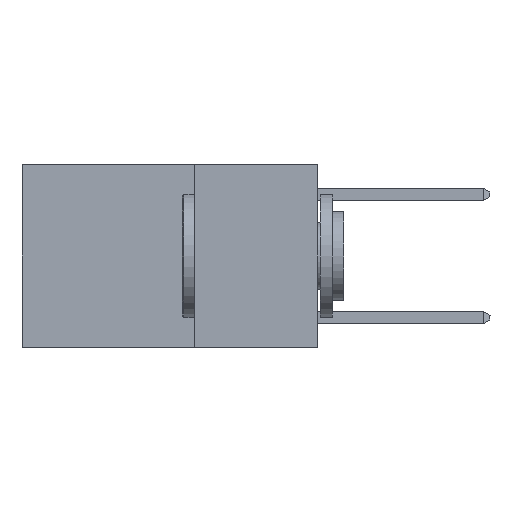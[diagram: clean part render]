
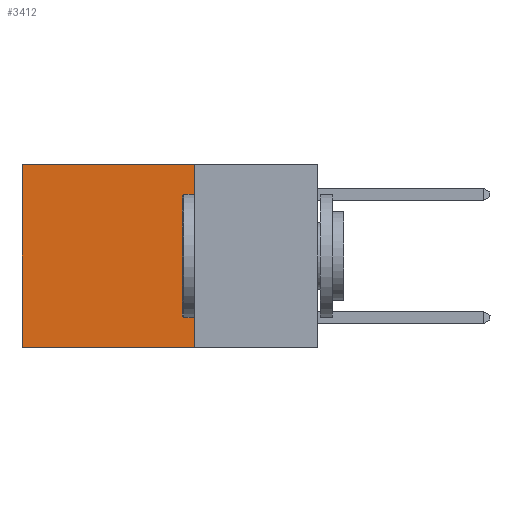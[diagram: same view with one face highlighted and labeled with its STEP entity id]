
A CAD part, left-side view. The second image highlights one B-rep face of the part: STEP entity #3412.
In plain terms, the highlighted planar face has unit normal (-1, 0, 0).
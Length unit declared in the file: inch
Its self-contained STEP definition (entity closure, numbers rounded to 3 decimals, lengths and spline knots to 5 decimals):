
#588 = VERTEX_POINT ( 'NONE', #9943 ) ;
#763 = CARTESIAN_POINT ( 'NONE',  ( 0.2625, 0.25, -0.37 ) ) ;
#1754 = LINE ( 'NONE', #11422, #8253 ) ;
#1932 = EDGE_CURVE ( 'NONE', #6263, #3758, #1754, .T. ) ;
#2371 = CARTESIAN_POINT ( 'NONE',  ( 0.2625, 0.6, -0.37 ) ) ;
#2703 = CARTESIAN_POINT ( 'NONE',  ( 0.2625, 0.25, 0. ) ) ;
#2718 = ORIENTED_EDGE ( 'NONE', *, *, #13736, .F. ) ;
#3412 = ADVANCED_FACE ( 'NONE', ( #16438 ), #9388, .F. ) ;
#3469 = ORIENTED_EDGE ( 'NONE', *, *, #9058, .F. ) ;
#3758 = VERTEX_POINT ( 'NONE', #2371 ) ;
#4214 = DIRECTION ( 'NONE',  ( 0., 1., 0. ) ) ;
#4255 = VECTOR ( 'NONE', #4214, 39.37008 ) ;
#5480 = LINE ( 'NONE', #2703, #13010 ) ;
#5601 = ORIENTED_EDGE ( 'NONE', *, *, #14619, .T. ) ;
#6263 = VERTEX_POINT ( 'NONE', #17822 ) ;
#6944 = AXIS2_PLACEMENT_3D ( 'NONE', #10774, #9469, #15069 ) ;
#7841 = VECTOR ( 'NONE', #11898, 39.37008 ) ;
#8253 = VECTOR ( 'NONE', #11788, 39.37008 ) ;
#9058 = EDGE_CURVE ( 'NONE', #588, #3758, #13447, .T. ) ;
#9388 = PLANE ( 'NONE',  #6944 ) ;
#9469 = DIRECTION ( 'NONE',  ( 1., 0., 0. ) ) ;
#9943 = CARTESIAN_POINT ( 'NONE',  ( 0.2625, 0.25, -0.37 ) ) ;
#10389 = EDGE_LOOP ( 'NONE', ( #17170, #3469, #2718, #5601 ) ) ;
#10774 = CARTESIAN_POINT ( 'NONE',  ( 0.2625, 0.25, 0. ) ) ;
#10820 = DIRECTION ( 'NONE',  ( 0., 0., -1. ) ) ;
#11422 = CARTESIAN_POINT ( 'NONE',  ( 0.2625, 0.6, 0. ) ) ;
#11788 = DIRECTION ( 'NONE',  ( 0., 0., -1. ) ) ;
#11898 = DIRECTION ( 'NONE',  ( 0., 1., 0. ) ) ;
#12542 = LINE ( 'NONE', #12634, #4255 ) ;
#12634 = CARTESIAN_POINT ( 'NONE',  ( 0.2625, 0.25, 0. ) ) ;
#13010 = VECTOR ( 'NONE', #10820, 39.37008 ) ;
#13447 = LINE ( 'NONE', #763, #7841 ) ;
#13736 = EDGE_CURVE ( 'NONE', #16079, #588, #5480, .T. ) ;
#14409 = CARTESIAN_POINT ( 'NONE',  ( 0.2625, 0.25, 0. ) ) ;
#14619 = EDGE_CURVE ( 'NONE', #16079, #6263, #12542, .T. ) ;
#15069 = DIRECTION ( 'NONE',  ( 0., 0., -1. ) ) ;
#16079 = VERTEX_POINT ( 'NONE', #14409 ) ;
#16438 = FACE_OUTER_BOUND ( 'NONE', #10389, .T. ) ;
#17170 = ORIENTED_EDGE ( 'NONE', *, *, #1932, .T. ) ;
#17822 = CARTESIAN_POINT ( 'NONE',  ( 0.2625, 0.6, 0. ) ) ;
